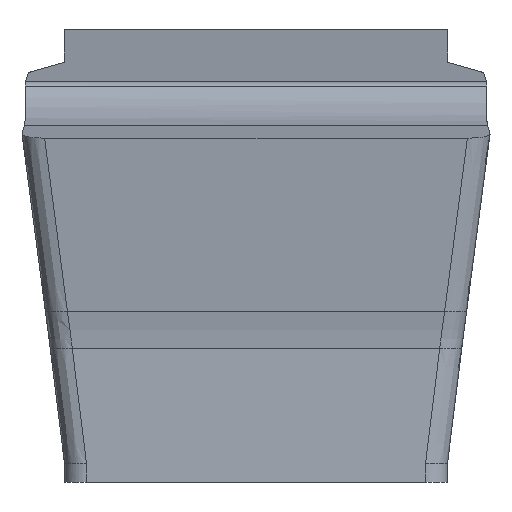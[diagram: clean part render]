
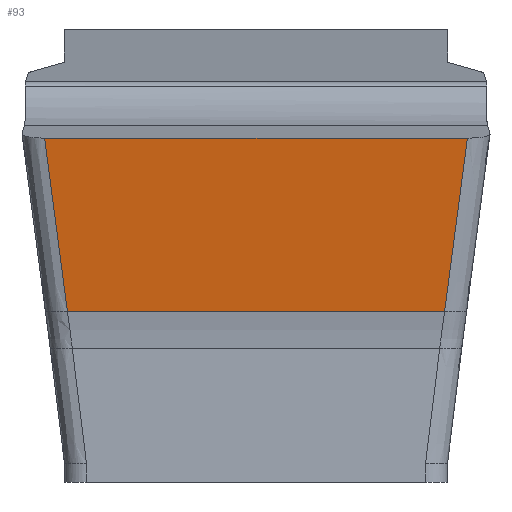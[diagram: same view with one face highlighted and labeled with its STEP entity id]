
A CAD part, front view. The second image highlights one B-rep face of the part: STEP entity #93.
In plain terms, the highlighted planar face has unit normal (0, -0.993, -0.122).
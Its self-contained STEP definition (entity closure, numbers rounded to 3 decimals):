
#93=ADVANCED_FACE('SIDE_FP_AN_SU1',(#159),#131,.T.);
#131=PLANE('',#898);
#159=FACE_OUTER_BOUND('',#205,.T.);
#205=EDGE_LOOP('',(#403,#404,#405,#406));
#270=B_SPLINE_CURVE_WITH_KNOTS('',3,(#1627,#1628,#1629,#1630),
 .UNSPECIFIED.,.F.,.F.,(4,4),(0.,1.),.UNSPECIFIED.);
#272=B_SPLINE_CURVE_WITH_KNOTS('',3,(#1667,#1668,#1669,#1670),
 .UNSPECIFIED.,.F.,.F.,(4,4),(0.,1.),.UNSPECIFIED.);
#403=ORIENTED_EDGE('',*,*,#698,.T.);
#404=ORIENTED_EDGE('',*,*,#703,.T.);
#405=ORIENTED_EDGE('',*,*,#700,.T.);
#406=ORIENTED_EDGE('',*,*,#704,.F.);
#599=VERTEX_POINT('',#1626);
#600=VERTEX_POINT('',#1631);
#601=VERTEX_POINT('',#1671);
#602=VERTEX_POINT('',#1672);
#698=EDGE_CURVE('',#600,#599,#270,.T.);
#700=EDGE_CURVE('',#601,#602,#272,.T.);
#703=EDGE_CURVE('',#599,#601,#775,.T.);
#704=EDGE_CURVE('',#600,#602,#776,.T.);
#775=LINE('',#1724,#827);
#776=LINE('',#1725,#828);
#827=VECTOR('',#1000,1.);
#828=VECTOR('',#1001,1.);
#898=AXIS2_PLACEMENT_3D('',#1726,#1002,#1003);
#1000=DIRECTION('',(-1.,0.,0.));
#1001=DIRECTION('',(-1.,0.,0.));
#1002=DIRECTION('',(0.,-0.993,-0.122));
#1003=DIRECTION('',(-1.,0.,0.));
#1626=CARTESIAN_POINT('',(2.868,-12.5,0.));
#1627=CARTESIAN_POINT('',(2.559,-12.211,-2.351));
#1628=CARTESIAN_POINT('',(2.662,-12.308,-1.567));
#1629=CARTESIAN_POINT('',(2.765,-12.404,-0.784));
#1630=CARTESIAN_POINT('',(2.868,-12.5,0.));
#1631=CARTESIAN_POINT('',(2.559,-12.211,-2.351));
#1667=CARTESIAN_POINT('',(-2.868,-12.5,0.));
#1668=CARTESIAN_POINT('',(-2.765,-12.404,-0.784));
#1669=CARTESIAN_POINT('',(-2.662,-12.308,-1.567));
#1670=CARTESIAN_POINT('',(-2.559,-12.211,-2.351));
#1671=CARTESIAN_POINT('',(-2.868,-12.5,0.));
#1672=CARTESIAN_POINT('',(-2.559,-12.211,-2.351));
#1724=CARTESIAN_POINT('',(0.,-12.5,0.));
#1725=CARTESIAN_POINT('',(0.,-12.211,-2.351));
#1726=CARTESIAN_POINT('',(0.,-13.049,4.472));
